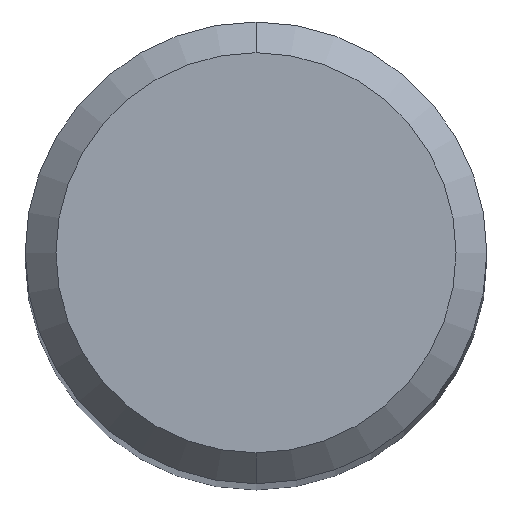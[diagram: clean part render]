
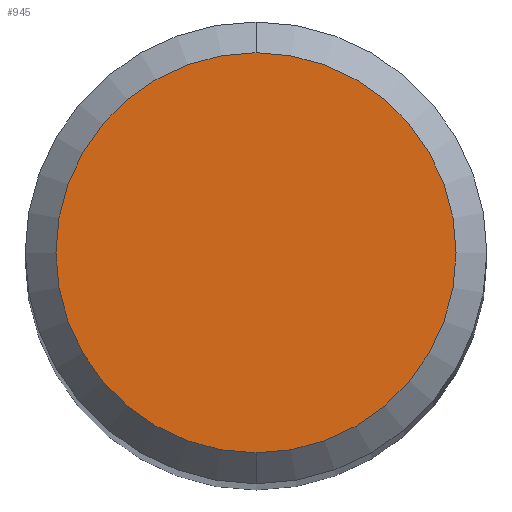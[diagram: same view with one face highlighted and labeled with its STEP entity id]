
A CAD part, top view. The second image highlights one B-rep face of the part: STEP entity #945.
In plain terms, the highlighted planar face has unit normal (0, 0, 1).
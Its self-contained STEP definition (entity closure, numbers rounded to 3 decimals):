
#781=EDGE_CURVE('',#1423,#1381,#1769,.T.);
#945=ADVANCED_FACE('',(#1952),#1953,.T.);
#1381=VERTEX_POINT('',#2428);
#1391=EDGE_CURVE('',#1381,#1423,#2440,.T.);
#1423=VERTEX_POINT('',#2474);
#1769=CIRCLE('',#6319,2.6);
#1952=FACE_OUTER_BOUND('',#7952,.T.);
#1953=PLANE('',#7953);
#2428=CARTESIAN_POINT('',(0.0,2.6,0.0));
#2440=CIRCLE('',#12059,2.6);
#2474=CARTESIAN_POINT('',(0.,-2.6,0.0));
#6319=AXIS2_PLACEMENT_3D('',#12522,#12523,#12524);
#7952=EDGE_LOOP('',(#12725,#12726));
#7953=AXIS2_PLACEMENT_3D('',#12727,#12728,#12729);
#12059=AXIS2_PLACEMENT_3D('',#13201,#13202,#13203);
#12522=CARTESIAN_POINT('',(0.0,0.0,0.0));
#12523=DIRECTION('',(0.0,0.0,-1.0));
#12524=DIRECTION('',(0.0,1.0,0.0));
#12725=ORIENTED_EDGE('',*,*,#1391,.F.);
#12726=ORIENTED_EDGE('',*,*,#781,.F.);
#12727=CARTESIAN_POINT('',(0.0,1.3,0.0));
#12728=DIRECTION('',(-0.0,0.0,1.0));
#12729=DIRECTION('',(0.0,-1.0,0.0));
#13201=CARTESIAN_POINT('',(0.0,0.0,0.0));
#13202=DIRECTION('',(0.0,0.0,-1.0));
#13203=DIRECTION('',(0.0,1.0,0.0));
